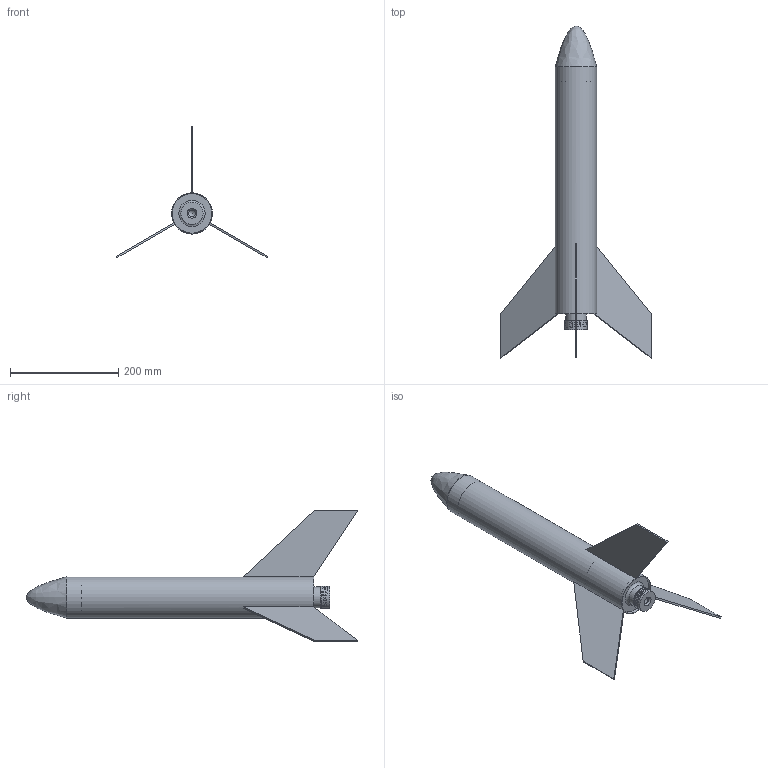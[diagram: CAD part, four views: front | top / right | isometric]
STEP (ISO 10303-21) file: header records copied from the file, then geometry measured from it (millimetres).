
FILE_DESCRIPTION(/* description */ (''),/* implementation_level */ '2;1');
FILE_NAME(/* name */ 'Assembly v5.step',/* time_stamp */ '2023-09-28T23:10:51-04:00',/* author */ (''),/* organization */ (''),/* preprocessor_version */ 'ST-DEVELOPER v20',/* originating_system */ 'Autodesk Translation Framework v12.14.0.127',/* authorisation */ '');
FILE_SCHEMA (('AUTOMOTIVE_DESIGN { 1 0 10303 214 3 1 1 }'));
Length unit declared in the file: millimetre
Products named in the file (10): Assembly; Retainer; 3"SlottedCardboardTube; LatchMech; Component1; AeroNoseCone; Fin; Fin_1; Fin_2; Component1_1
Assembly tree (11 placements, depth 3):
  Assembly
    Retainer
    3"SlottedCardboardTube
    LatchMech
      Component1
    AeroNoseCone
    Fin
      Component1_1
    Fin_1
      Component1_1
    Fin_2
      Component1_1
Bounding box: 280.59 x 613.64 x 243 mm (x, y, z)
Volume: 639517.6 mm3; surface area: 404713.2 mm2
Topology: 7 solids, 7 shells, 163 faces, 405 edges, 263 vertices
Faces by surface type: plane 95, cylinder 38, bspline 14, torus 10, cone 6
Full cylindrical faces by diameter (mm): 12 x1, 17 x1, 20.13 x1, 21 x1, 30 x1, 30.5 x1, 33 x1, 34.132 x2, 34.97 x3, 38.703 x2, 39.439 x2, 41 x1, 68 x1, 73 x1, 74 x1, 74.422 x1, 76.2 x1
Entity records: 8055 total; most frequent: CARTESIAN_POINT 4431, ORIENTED_EDGE 710, DIRECTION 678, EDGE_CURVE 355, AXIS2_PLACEMENT_3D 258, VERTEX_POINT 231, EDGE_LOOP 170, LINE 162
